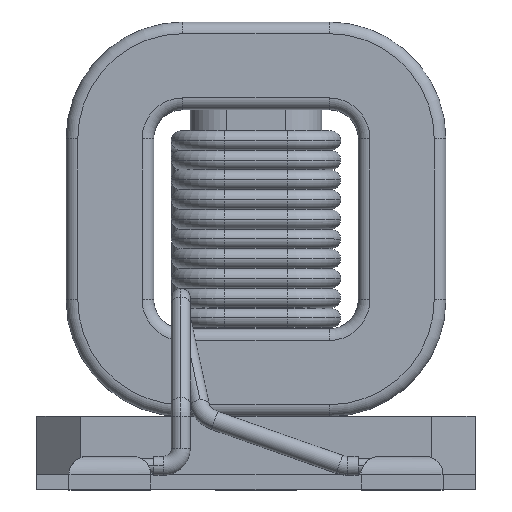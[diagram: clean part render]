
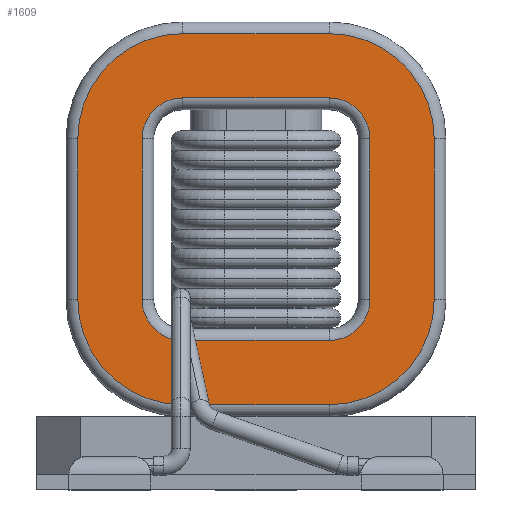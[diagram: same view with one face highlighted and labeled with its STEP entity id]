
A CAD part, top view. The second image highlights one B-rep face of the part: STEP entity #1609.
In plain terms, the highlighted planar face has unit normal (0, 0, 1).
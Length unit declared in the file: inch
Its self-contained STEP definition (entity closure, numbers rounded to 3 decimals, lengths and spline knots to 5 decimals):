
#68 = EDGE_CURVE ( 'NONE', #7113, #3075, #10130, .T. ) ;
#218 = DIRECTION ( 'NONE',  ( 0., 1., 0. ) ) ;
#360 = VERTEX_POINT ( 'NONE', #2442 ) ;
#400 = VECTOR ( 'NONE', #1879, 39.37008 ) ;
#525 = AXIS2_PLACEMENT_3D ( 'NONE', #5389, #8911, #6225 ) ;
#584 = CARTESIAN_POINT ( 'NONE',  ( 0.039, 0.065, 0.02 ) ) ;
#642 = EDGE_CURVE ( 'NONE', #10071, #360, #4652, .T. ) ;
#763 = ORIENTED_EDGE ( 'NONE', *, *, #5370, .T. ) ;
#838 = LINE ( 'NONE', #6451, #6259 ) ;
#996 = AXIS2_PLACEMENT_3D ( 'NONE', #6839, #6914, #7812 ) ;
#1090 = CARTESIAN_POINT ( 'NONE',  ( 0.065, 0.45601, 0.02 ) ) ;
#1161 = FACE_BOUND ( 'NONE', #8365, .T. ) ;
#1246 = CARTESIAN_POINT ( 'NONE',  ( -0.061, 0.065, 0.02 ) ) ;
#1321 = LINE ( 'NONE', #8990, #4102 ) ;
#1345 = LINE ( 'NONE', #10772, #4399 ) ;
#1426 = VERTEX_POINT ( 'NONE', #6087 ) ;
#1439 = VERTEX_POINT ( 'NONE', #6919 ) ;
#1609 = ADVANCED_FACE ( 'NONE', ( #10461, #1161 ), #8231, .F. ) ;
#1684 = EDGE_CURVE ( 'NONE', #1426, #6418, #4754, .T. ) ;
#1799 = ORIENTED_EDGE ( 'NONE', *, *, #9580, .T. ) ;
#1828 = DIRECTION ( 'NONE',  ( -1., 0., 0. ) ) ;
#1879 = DIRECTION ( 'NONE',  ( -1., 0., 0. ) ) ;
#1964 = DIRECTION ( 'NONE',  ( 1., 0., 0. ) ) ;
#1988 = DIRECTION ( 'NONE',  ( 0., 0., 1. ) ) ;
#2105 = ORIENTED_EDGE ( 'NONE', *, *, #10798, .T. ) ;
#2131 = DIRECTION ( 'NONE',  ( -1., 0., 0. ) ) ;
#2159 = DIRECTION ( 'NONE',  ( -1., 0., 0. ) ) ;
#2193 = CARTESIAN_POINT ( 'NONE',  ( 0.025, 0.029, 0.02 ) ) ;
#2225 = DIRECTION ( 'NONE',  ( 0., 0., -1. ) ) ;
#2291 = EDGE_LOOP ( 'NONE', ( #2105, #6293, #2930, #9553, #2765, #763, #4238, #9315 ) ) ;
#2310 = LINE ( 'NONE', #9574, #5524 ) ;
#2357 = CARTESIAN_POINT ( 'NONE',  ( -0.025, 0.156, 0.02 ) ) ;
#2442 = CARTESIAN_POINT ( 'NONE',  ( 0.039, 0.12, 0.02 ) ) ;
#2533 = CARTESIAN_POINT ( 'NONE',  ( 0.065, 0.051, 0.02 ) ) ;
#2680 = ORIENTED_EDGE ( 'NONE', *, *, #10205, .T. ) ;
#2765 = ORIENTED_EDGE ( 'NONE', *, *, #68, .T. ) ;
#2917 = CARTESIAN_POINT ( 'NONE',  ( 0.061, 0.065, 0.02 ) ) ;
#2930 = ORIENTED_EDGE ( 'NONE', *, *, #8666, .T. ) ;
#2945 = CARTESIAN_POINT ( 'NONE',  ( -0.025, 0.065, 0.02 ) ) ;
#3018 = VECTOR ( 'NONE', #1964, 39.37008 ) ;
#3075 = VERTEX_POINT ( 'NONE', #10645 ) ;
#3139 = EDGE_CURVE ( 'NONE', #4438, #9917, #838, .T. ) ;
#3426 = AXIS2_PLACEMENT_3D ( 'NONE', #11458, #7860, #6093 ) ;
#3534 = ORIENTED_EDGE ( 'NONE', *, *, #642, .T. ) ;
#3614 = EDGE_CURVE ( 'NONE', #4782, #9150, #10980, .T. ) ;
#4003 = VERTEX_POINT ( 'NONE', #584 ) ;
#4102 = VECTOR ( 'NONE', #10698, 39.37008 ) ;
#4171 = ORIENTED_EDGE ( 'NONE', *, *, #6732, .T. ) ;
#4238 = ORIENTED_EDGE ( 'NONE', *, *, #7753, .T. ) ;
#4399 = VECTOR ( 'NONE', #7199, 39.37008 ) ;
#4438 = VERTEX_POINT ( 'NONE', #5690 ) ;
#4652 = CIRCLE ( 'NONE', #5666, 0.014 ) ;
#4754 = LINE ( 'NONE', #9991, #8407 ) ;
#4782 = VERTEX_POINT ( 'NONE', #8935 ) ;
#5047 = CARTESIAN_POINT ( 'NONE',  ( 0.025, 0.156, 0.02 ) ) ;
#5177 = EDGE_CURVE ( 'NONE', #6956, #8472, #2310, .T. ) ;
#5181 = VERTEX_POINT ( 'NONE', #5047 ) ;
#5331 = AXIS2_PLACEMENT_3D ( 'NONE', #6414, #1988, #7319 ) ;
#5366 = DIRECTION ( 'NONE',  ( 0., 0., -1. ) ) ;
#5370 = EDGE_CURVE ( 'NONE', #3075, #9214, #1345, .T. ) ;
#5389 = CARTESIAN_POINT ( 'NONE',  ( -0.025, 0.12, 0.02 ) ) ;
#5524 = VECTOR ( 'NONE', #10345, 39.37008 ) ;
#5598 = AXIS2_PLACEMENT_3D ( 'NONE', #6413, #10807, #1828 ) ;
#5666 = AXIS2_PLACEMENT_3D ( 'NONE', #8068, #5366, #9762 ) ;
#5674 = ORIENTED_EDGE ( 'NONE', *, *, #1684, .T. ) ;
#5690 = CARTESIAN_POINT ( 'NONE',  ( -0.025, 0.029, 0.02 ) ) ;
#5764 = EDGE_CURVE ( 'NONE', #1439, #10071, #6051, .T. ) ;
#5914 = EDGE_CURVE ( 'NONE', #9150, #1426, #7320, .T. ) ;
#6041 = CARTESIAN_POINT ( 'NONE',  ( 0.025, 0.134, 0.02 ) ) ;
#6051 = LINE ( 'NONE', #10792, #3018 ) ;
#6087 = CARTESIAN_POINT ( 'NONE',  ( -0.039, 0.065, 0.02 ) ) ;
#6093 = DIRECTION ( 'NONE',  ( -1., 0., 0. ) ) ;
#6102 = AXIS2_PLACEMENT_3D ( 'NONE', #8570, #7638, #9550 ) ;
#6225 = DIRECTION ( 'NONE',  ( -1., 0., 0. ) ) ;
#6231 = CARTESIAN_POINT ( 'NONE',  ( -0.025, 0.051, 0.02 ) ) ;
#6250 = CARTESIAN_POINT ( 'NONE',  ( 0.061, 0.12, 0.02 ) ) ;
#6256 = CIRCLE ( 'NONE', #3426, 0.014 ) ;
#6259 = VECTOR ( 'NONE', #6409, 39.37008 ) ;
#6293 = ORIENTED_EDGE ( 'NONE', *, *, #5177, .T. ) ;
#6304 = CIRCLE ( 'NONE', #5331, 0.036 ) ;
#6409 = DIRECTION ( 'NONE',  ( 1., 0., 0. ) ) ;
#6413 = CARTESIAN_POINT ( 'NONE',  ( 0.025, 0.12, 0.02 ) ) ;
#6414 = CARTESIAN_POINT ( 'NONE',  ( 0.025, 0.065, 0.02 ) ) ;
#6418 = VERTEX_POINT ( 'NONE', #7087 ) ;
#6451 = CARTESIAN_POINT ( 'NONE',  ( 0.065, 0.029, 0.02 ) ) ;
#6480 = LINE ( 'NONE', #7267, #7598 ) ;
#6732 = EDGE_CURVE ( 'NONE', #4003, #4782, #6256, .T. ) ;
#6839 = CARTESIAN_POINT ( 'NONE',  ( -0.025, 0.12, 0.02 ) ) ;
#6914 = DIRECTION ( 'NONE',  ( 0., 0., 1. ) ) ;
#6919 = CARTESIAN_POINT ( 'NONE',  ( -0.025, 0.134, 0.02 ) ) ;
#6956 = VERTEX_POINT ( 'NONE', #2917 ) ;
#7087 = CARTESIAN_POINT ( 'NONE',  ( -0.039, 0.12, 0.02 ) ) ;
#7113 = VERTEX_POINT ( 'NONE', #2357 ) ;
#7199 = DIRECTION ( 'NONE',  ( 0., -1., 0. ) ) ;
#7267 = CARTESIAN_POINT ( 'NONE',  ( -0.025, 0.156, 0.02 ) ) ;
#7319 = DIRECTION ( 'NONE',  ( -1., 0., 0. ) ) ;
#7320 = CIRCLE ( 'NONE', #10055, 0.014 ) ;
#7472 = CIRCLE ( 'NONE', #5598, 0.036 ) ;
#7589 = CIRCLE ( 'NONE', #525, 0.014 ) ;
#7598 = VECTOR ( 'NONE', #2131, 39.37008 ) ;
#7638 = DIRECTION ( 'NONE',  ( 0., 0., 1. ) ) ;
#7753 = EDGE_CURVE ( 'NONE', #9214, #4438, #9586, .T. ) ;
#7812 = DIRECTION ( 'NONE',  ( -1., 0., 0. ) ) ;
#7860 = DIRECTION ( 'NONE',  ( 0., 0., -1. ) ) ;
#8068 = CARTESIAN_POINT ( 'NONE',  ( 0.025, 0.12, 0.02 ) ) ;
#8231 = PLANE ( 'NONE',  #10005 ) ;
#8272 = ORIENTED_EDGE ( 'NONE', *, *, #5914, .T. ) ;
#8303 = ORIENTED_EDGE ( 'NONE', *, *, #5764, .T. ) ;
#8365 = EDGE_LOOP ( 'NONE', ( #2680, #4171, #8522, #8272, #5674, #1799, #8303, #3534 ) ) ;
#8407 = VECTOR ( 'NONE', #218, 39.37008 ) ;
#8472 = VERTEX_POINT ( 'NONE', #6250 ) ;
#8522 = ORIENTED_EDGE ( 'NONE', *, *, #3614, .T. ) ;
#8570 = CARTESIAN_POINT ( 'NONE',  ( -0.025, 0.065, 0.02 ) ) ;
#8666 = EDGE_CURVE ( 'NONE', #8472, #5181, #7472, .T. ) ;
#8911 = DIRECTION ( 'NONE',  ( 0., 0., -1. ) ) ;
#8935 = CARTESIAN_POINT ( 'NONE',  ( 0.025, 0.051, 0.02 ) ) ;
#8990 = CARTESIAN_POINT ( 'NONE',  ( 0.039, 0.065, 0.02 ) ) ;
#9035 = DIRECTION ( 'NONE',  ( 0., 0., -1. ) ) ;
#9150 = VERTEX_POINT ( 'NONE', #6231 ) ;
#9214 = VERTEX_POINT ( 'NONE', #1246 ) ;
#9269 = EDGE_CURVE ( 'NONE', #5181, #7113, #6480, .T. ) ;
#9315 = ORIENTED_EDGE ( 'NONE', *, *, #3139, .T. ) ;
#9550 = DIRECTION ( 'NONE',  ( -1., 0., 0. ) ) ;
#9553 = ORIENTED_EDGE ( 'NONE', *, *, #9269, .T. ) ;
#9574 = CARTESIAN_POINT ( 'NONE',  ( 0.061, 0.45601, 0.02 ) ) ;
#9580 = EDGE_CURVE ( 'NONE', #6418, #1439, #7589, .T. ) ;
#9586 = CIRCLE ( 'NONE', #6102, 0.036 ) ;
#9762 = DIRECTION ( 'NONE',  ( -1., 0., 0. ) ) ;
#9917 = VERTEX_POINT ( 'NONE', #2193 ) ;
#9991 = CARTESIAN_POINT ( 'NONE',  ( -0.039, 0.45601, 0.02 ) ) ;
#10005 = AXIS2_PLACEMENT_3D ( 'NONE', #1090, #9035, #10831 ) ;
#10055 = AXIS2_PLACEMENT_3D ( 'NONE', #2945, #2225, #2159 ) ;
#10071 = VERTEX_POINT ( 'NONE', #6041 ) ;
#10130 = CIRCLE ( 'NONE', #996, 0.036 ) ;
#10205 = EDGE_CURVE ( 'NONE', #360, #4003, #1321, .T. ) ;
#10345 = DIRECTION ( 'NONE',  ( 0., 1., 0. ) ) ;
#10461 = FACE_OUTER_BOUND ( 'NONE', #2291, .T. ) ;
#10645 = CARTESIAN_POINT ( 'NONE',  ( -0.061, 0.12, 0.02 ) ) ;
#10698 = DIRECTION ( 'NONE',  ( 0., -1., 0. ) ) ;
#10772 = CARTESIAN_POINT ( 'NONE',  ( -0.061, 0.45601, 0.02 ) ) ;
#10792 = CARTESIAN_POINT ( 'NONE',  ( 0.025, 0.134, 0.02 ) ) ;
#10798 = EDGE_CURVE ( 'NONE', #9917, #6956, #6304, .T. ) ;
#10807 = DIRECTION ( 'NONE',  ( 0., 0., 1. ) ) ;
#10831 = DIRECTION ( 'NONE',  ( -1., 0., 0. ) ) ;
#10980 = LINE ( 'NONE', #2533, #400 ) ;
#11458 = CARTESIAN_POINT ( 'NONE',  ( 0.025, 0.065, 0.02 ) ) ;
